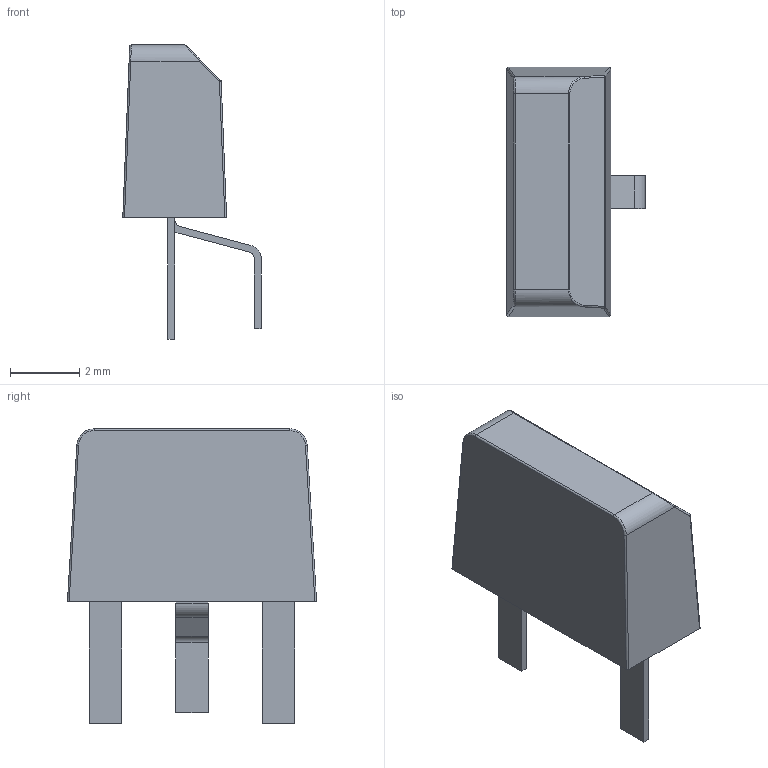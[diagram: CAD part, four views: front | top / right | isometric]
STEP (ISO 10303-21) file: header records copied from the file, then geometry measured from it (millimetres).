
FILE_DESCRIPTION (( 'STEP AP214' ), '1' );
FILE_NAME ('KT315_11.STEP', '2020-04-22T13:10:21', ( '' ), ( '' ), 'SwSTEP 2.0', 'SolidWorks 2017', '' );
FILE_SCHEMA (( 'AUTOMOTIVE_DESIGN' ));
Length unit declared in the file: millimetre
Products named in the file (1): KT315_11
Bounding box: 4 x 7.2 x 8.5 mm (x, y, z)
Volume: 95.4 mm3; surface area: 157.3 mm2
Topology: 1 solids, 1 shells, 47 faces, 112 edges, 70 vertices
Faces by surface type: plane 26, cylinder 15, bspline 4, sphere 2
Entity records: 1686 total; most frequent: CARTESIAN_POINT 334, ORIENTED_EDGE 224, DIRECTION 210, EDGE_CURVE 112, LINE 78, VECTOR 78, VERTEX_POINT 70, AXIS2_PLACEMENT_3D 66
